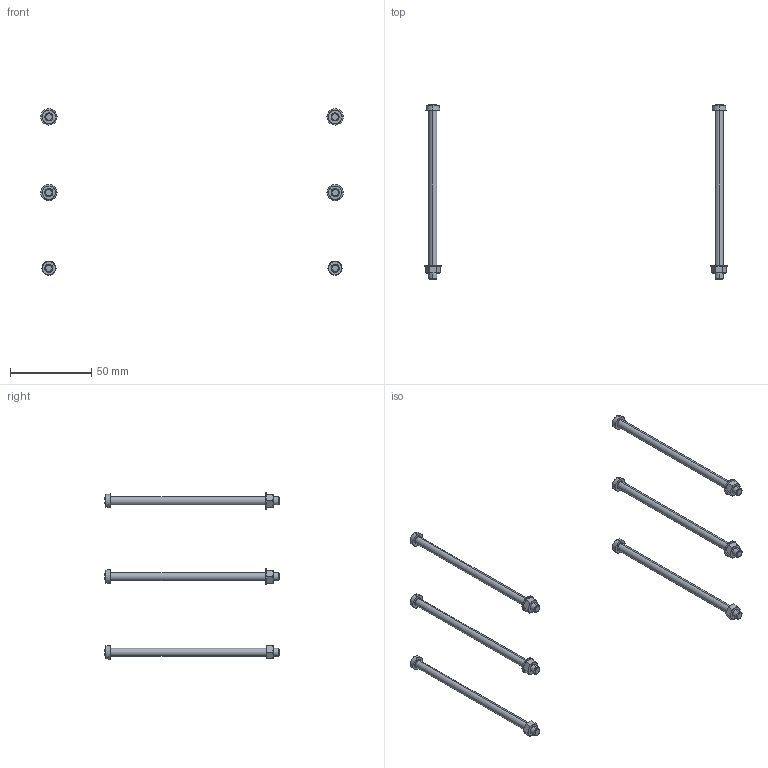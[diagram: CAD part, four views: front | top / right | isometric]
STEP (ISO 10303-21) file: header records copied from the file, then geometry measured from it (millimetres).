
FILE_DESCRIPTION((''),'2;1');
FILE_NAME('1SDH002065A1155_IGES','2019-05-17T',('ITSTCAR1'),(''),'CREO PARAMETRIC BY PTC INC, 2016050','CREO PARAMETRIC BY PTC INC, 2016050','');
FILE_SCHEMA(('AUTOMOTIVE_DESIGN { 1 0 10303 214 1 1 1 1 }'));
Length unit declared in the file: millimetre
Products named in the file (1): 1SDH002065A1155_IGES
Bounding box: 185.75 x 107.35 x 102.25 mm (x, y, z)
Volume: 14021.8 mm3; surface area: 12127.8 mm2
Topology: 6 solids, 6 shells, 306 faces, 704 edges, 436 vertices
Faces by surface type: plane 146, cone 96, cylinder 40, torus 12, sphere 12
Entity records: 11808 total; most frequent: CARTESIAN_POINT 3130, DIRECTION 1488, ORIENTED_EDGE 1408, EDGE_CURVE 704, AXIS2_PLACEMENT_3D 622, VERTEX_POINT 436, EDGE_LOOP 332, CIRCLE 316
